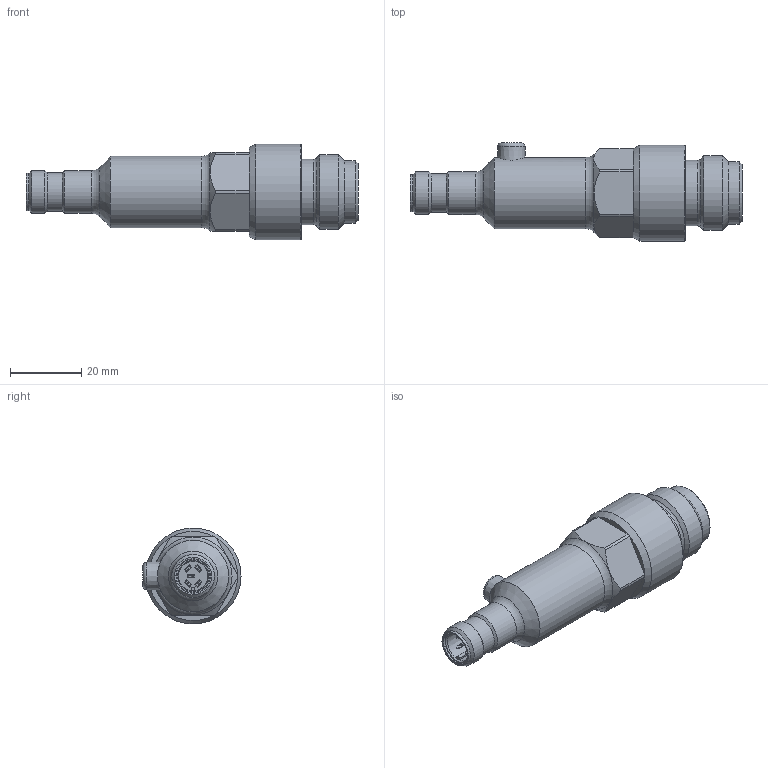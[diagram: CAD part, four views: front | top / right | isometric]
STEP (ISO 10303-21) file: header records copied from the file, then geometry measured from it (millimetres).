
FILE_DESCRIPTION( ( 'STEP for Baumer WEB' ), '1' );
FILE_NAME( 'PP20H-2.xxxxx.D115.412020.000.stp', '21.1.2019', ( 'bod' ), ( 'Baumer Electric AG, CH-8501 Frauenfeld' ), 'PSStep 19.0.9', 'SolidEdge ST9', ' ' );
FILE_SCHEMA( ( 'AUTOMOTIVE_DESIGN { 1 0 10303 214 1 1 1 1 }' ) );
Length unit declared in the file: millimetre
Products named in the file (1): 511:1-oa0
Bounding box: 93.2 x 27.53 x 26.9 mm (x, y, z)
Volume: 28591.8 mm3; surface area: 7243.2 mm2
Topology: 1 solids, 1 shells, 184 faces, 456 edges, 284 vertices
Faces by surface type: plane 117, cylinder 47, cone 15, torus 5
Full cylindrical faces by diameter (mm): 9.445 x1, 10.47 x1, 10.8 x1, 12 x2, 17.5 x1, 18.4 x1, 20 x1, 20.955 x1, 24 x1, 26.9 x1
Entity records: 6802 total; most frequent: CARTESIAN_POINT 1041, DIRECTION 914, ORIENTED_EDGE 836, EDGE_CURVE 418, AXIS2_PLACEMENT_3D 320, VERTEX_POINT 275, LINE 274, VECTOR 274
